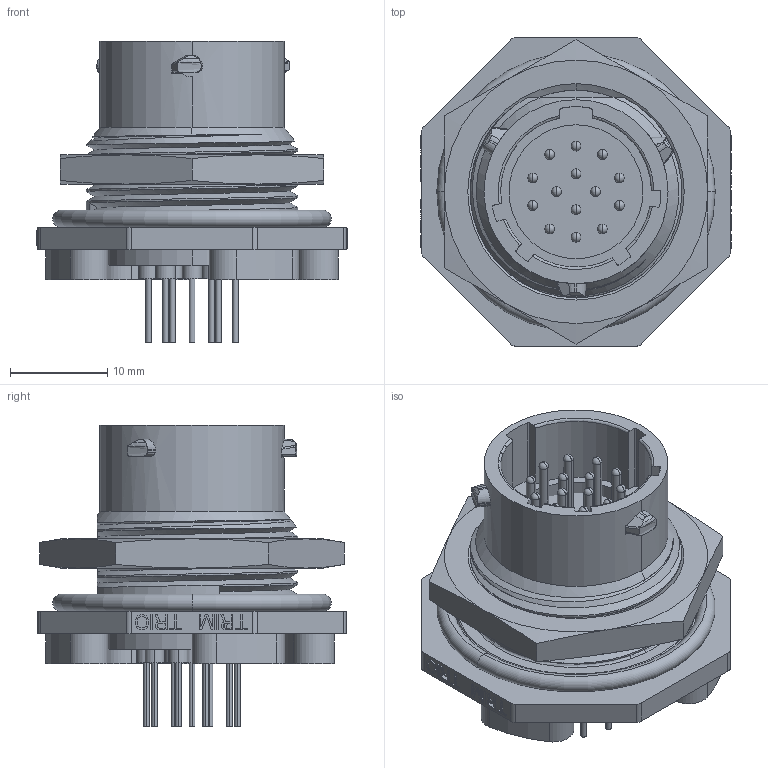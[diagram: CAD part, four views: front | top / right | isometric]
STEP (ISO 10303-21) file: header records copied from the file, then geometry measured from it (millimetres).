
FILE_DESCRIPTION((''),'2;1');
FILE_NAME('UTS712D14P','2011-04-05T',('vsorin'),('SOURIAU'),'PRO/ENGINEER BY PARAMETRIC TECHNOLOGY CORPORATION, 2010140','PRO/ENGINEER BY PARAMETRIC TECHNOLOGY CORPORATION, 2010140','');
FILE_SCHEMA(('CONFIG_CONTROL_DESIGN'));
Length unit declared in the file: millimetre
Products named in the file (1): UTS712D14P
Bounding box: 31.95 x 31.75 x 31.1 mm (x, y, z)
Surface area: 6268.7 mm2 (no closed solid volume)
Topology: 0 solids, 20 shells, 466 faces, 1684 edges, 1205 vertices
Faces by surface type: plane 213, cylinder 147, bspline 30, sphere 28, cone 25, torus 15, extrusion 8
Entity records: 21068 total; most frequent: CARTESIAN_POINT 7216, DIRECTION 2707, ORIENTED_EDGE 2695, EDGE_CURVE 1656, VERTEX_POINT 1205, VECTOR 1083, LINE 1075, AXIS2_PLACEMENT_3D 812
